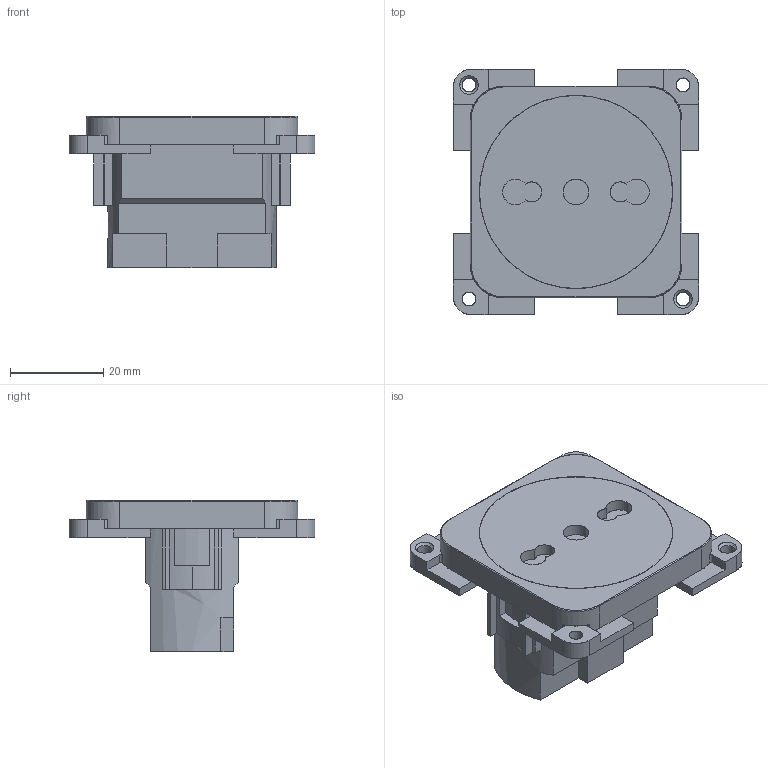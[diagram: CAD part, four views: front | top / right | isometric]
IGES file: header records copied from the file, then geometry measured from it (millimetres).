
Start section: SolidWorks IGES file using analytic representation for surfaces
Global section: file name: 88052050.IGS; native system: SolidWorks 2013; preprocessor: SolidWorks 2013; author: jourada; date: 140303.154711; units: millimetre
Bounding box: 52.8 x 52.8 x 32.5 mm (x, y, z)
Surface area: 11201.1 mm2 (no closed solid volume)
Topology: 0 solids, 0 shells, 248 faces, 3182 edges, 3182 vertices
Faces by surface type: bspline 155, revolution 93
